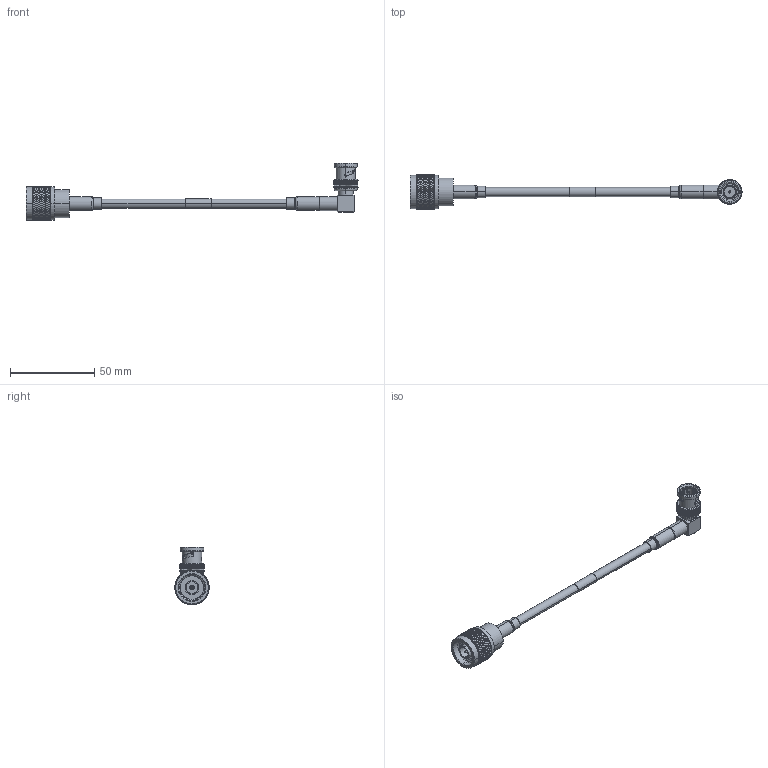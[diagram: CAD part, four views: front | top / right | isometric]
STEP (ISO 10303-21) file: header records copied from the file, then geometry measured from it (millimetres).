
FILE_DESCRIPTION (( 'STEP AP203' ), '1' );
FILE_NAME ('FMCA2693.STEP', '2022-03-09T17:12:15', ( '' ), ( '' ), 'SwSTEP 2.0', 'SolidWorks 2021', '' );
FILE_SCHEMA (( 'CONFIG_CONTROL_DESIGN' ));
Length unit declared in the file: millimetre
Products named in the file (5): CA-240-MA1_.75" Long; SC9107; FMCA2693; FMCN1372; RG223_with label
Assembly tree (5 placements, depth 2):
  FMCA2693
    RG223_with label
    FMCN1372
    SC9107
    CA-240-MA1_.75" Long  x2
Bounding box: 196.55 x 20.32 x 34.04 mm (x, y, z)
Volume: 12471.9 mm3; surface area: 12376.7 mm2
Topology: 6 solids, 6 shells, 2750 faces, 6104 edges, 3388 vertices
Faces by surface type: bspline 1805, cylinder 659, plane 212, cone 49, torus 25
Entity records: 104245 total; most frequent: CARTESIAN_POINT 63486, ORIENTED_EDGE 12120, EDGE_CURVE 6060, DIRECTION 3781, VERTEX_POINT 3364, EDGE_LOOP 2758, ADVANCED_FACE 2728, FACE_OUTER_BOUND 2728
